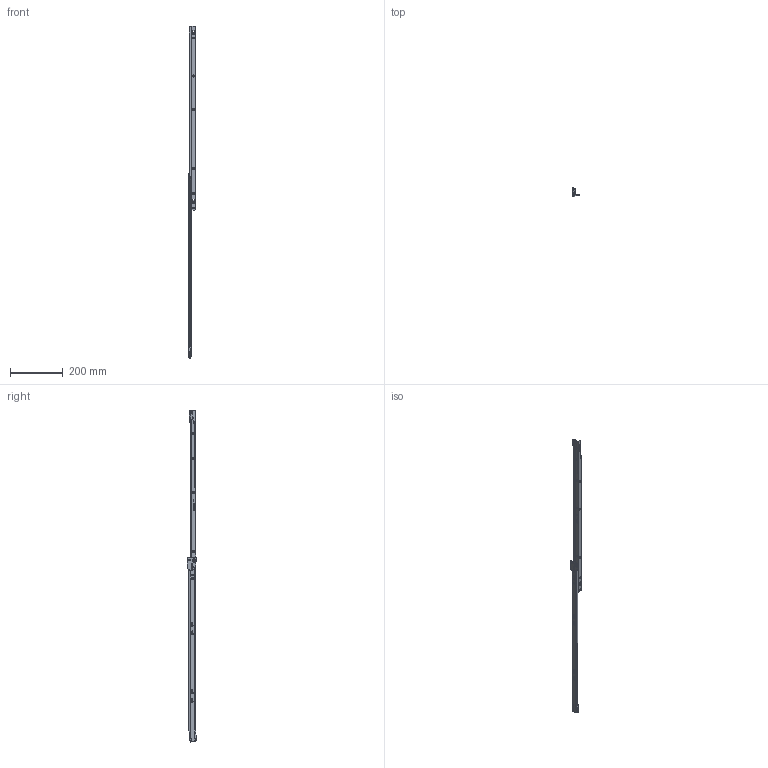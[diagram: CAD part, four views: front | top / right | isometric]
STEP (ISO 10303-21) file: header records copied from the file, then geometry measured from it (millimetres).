
FILE_DESCRIPTION (( 'STEP AP214' ), '1' );
FILE_NAME ('FR_2021.0700mm_28inch_open_left.STEP', '2022-11-15T07:42:19', ( '' ), ( '' ), 'SwSTEP 2.0', 'SolidWorks 2020', '' );
FILE_SCHEMA (( 'AUTOMOTIVE_DESIGN' ));
Length unit declared in the file: millimetre
Products named in the file (5): FR_2021.0700mm_28inch_open_left; 2021.XXX-01.W124.li_NL 700 Topf Standard; 2021.XXX-01.W124.li_NL 700; 2021.XXX-03.W154_NL 700 li ge; 2021.700-03.W154.li_NL 700
Assembly tree (4 placements, depth 3):
  FR_2021.0700mm_28inch_open_left
    2021.XXX-01.W124.li_NL 700
      2021.XXX-01.W124.li_NL 700 Topf Standard
    2021.700-03.W154.li_NL 700
      2021.XXX-03.W154_NL 700 li ge
Bounding box: 25.5 x 36.4 x 1261.88 mm (x, y, z)
Volume: 70568.3 mm3; surface area: 114123.1 mm2
Topology: 2 solids, 2 shells, 910 faces, 2183 edges, 1388 vertices
Faces by surface type: cylinder 420, plane 366, cone 60, bspline 45, torus 19
Entity records: 30260 total; most frequent: CARTESIAN_POINT 7064, DIRECTION 4675, ORIENTED_EDGE 4364, EDGE_CURVE 2182, AXIS2_PLACEMENT_3D 1758, VERTEX_POINT 1388, LINE 1159, VECTOR 1159
